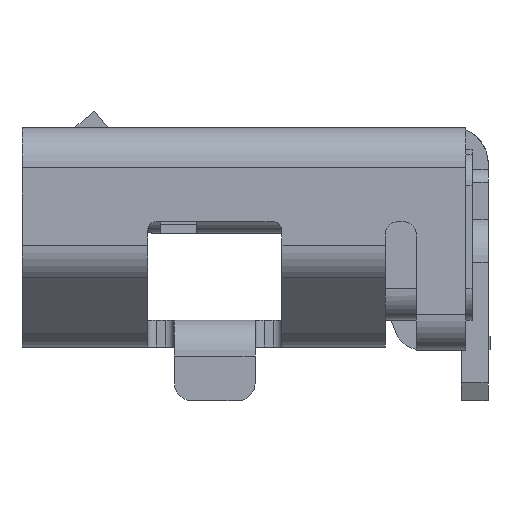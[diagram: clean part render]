
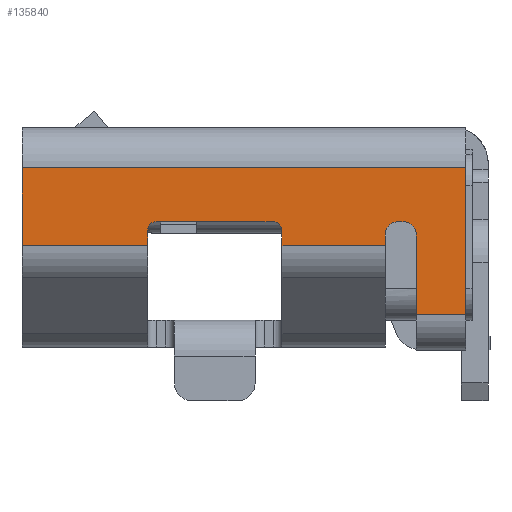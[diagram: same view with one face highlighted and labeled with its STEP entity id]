
A CAD part, left-side view. The second image highlights one B-rep face of the part: STEP entity #135840.
In plain terms, the highlighted planar face has unit normal (-1, 0, 0).
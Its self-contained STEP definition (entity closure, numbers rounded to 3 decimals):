
#132260=CARTESIAN_POINT('',(-3.75,1.45,
0.865));
#132270=VERTEX_POINT('',#132260);
#132320=CARTESIAN_POINT('',(-3.75,1.45,
0.025));
#132330=DIRECTION('',(0.,0.,1.));
#132340=VECTOR('',#132330,1.);
#132350=LINE('',#132320,#132340);
#132360=CARTESIAN_POINT('',(-3.75,1.45,
-0.775));
#132370=VERTEX_POINT('',#132360);
#132380=EDGE_CURVE('',#132370,#132270,#132350,.T.);
#134480=CARTESIAN_POINT('',(-3.75,0.9,
0.865));
#134490=VERTEX_POINT('',#134480);
#134520=CARTESIAN_POINT('',(-3.75,-3.2,
0.865));
#134530=DIRECTION('',(0.,1.,0.));
#134540=VECTOR('',#134530,1.);
#134550=LINE('',#134520,#134540);
#134560=EDGE_CURVE('',#134490,#132270,#134550,.T.);
#134610=CARTESIAN_POINT('',(-3.75,-1.175,
0.));
#134620=DIRECTION('',(-1.,0.,0.));
#134630=DIRECTION('',(0.,0.,1.));
#134640=AXIS2_PLACEMENT_3D('',#134610,#134620,#134630);
#134650=PLANE('',#134640);
#134660=CARTESIAN_POINT('',(-3.75,0.9,
0.025));
#134670=DIRECTION('',(0.,0.,1.));
#134680=VECTOR('',#134670,1.);
#134690=LINE('',#134660,#134680);
#134700=CARTESIAN_POINT('',(-3.75,0.9,
-0.025));
#134710=VERTEX_POINT('',#134700);
#134720=EDGE_CURVE('',#134710,#134490,#134690,.T.);
#134730=ORIENTED_EDGE('',*,*,#134720,.T.);
#134740=CARTESIAN_POINT('',(-3.75,0.75,
-0.025));
#134750=DIRECTION('',(-1.,0.,0.));
#134760=DIRECTION('',(0.,0.,1.));
#134770=AXIS2_PLACEMENT_3D('',#134740,#134750,#134760);
#134780=CIRCLE('',#134770,0.15);
#134790=CARTESIAN_POINT('',(-3.75,0.75,
-0.175));
#134800=VERTEX_POINT('',#134790);
#134810=EDGE_CURVE('',#134710,#134800,#134780,.T.);
#134820=ORIENTED_EDGE('',*,*,#134810,.F.);
#134830=CARTESIAN_POINT('',(-3.75,-3.2,
-0.175));
#134840=DIRECTION('',(0.,1.,0.));
#134850=VECTOR('',#134840,1.);
#134860=LINE('',#134830,#134850);
#134870=CARTESIAN_POINT('',(-3.75,0.7,
-0.175));
#134880=VERTEX_POINT('',#134870);
#134890=EDGE_CURVE('',#134880,#134800,#134860,.T.);
#134900=ORIENTED_EDGE('',*,*,#134890,.T.);
#134910=CARTESIAN_POINT('',(-3.75,0.7,
-0.025));
#134920=DIRECTION('',(-1.,0.,0.));
#134930=DIRECTION('',(0.,0.,1.));
#134940=AXIS2_PLACEMENT_3D('',#134910,#134920,#134930);
#134950=CIRCLE('',#134940,0.15);
#134960=CARTESIAN_POINT('',(-3.75,0.55,
-0.025));
#134970=VERTEX_POINT('',#134960);
#134980=EDGE_CURVE('',#134880,#134970,#134950,.T.);
#134990=ORIENTED_EDGE('',*,*,#134980,.F.);
#135000=CARTESIAN_POINT('',(-3.75,0.55,
0.025));
#135010=DIRECTION('',(-0.,0.,-1.));
#135020=VECTOR('',#135010,1.);
#135030=LINE('',#135000,#135020);
#135040=CARTESIAN_POINT('',(-3.75,0.55,
0.092));
#135050=VERTEX_POINT('',#135040);
#135060=EDGE_CURVE('',#135050,#134970,#135030,.T.);
#135070=ORIENTED_EDGE('',*,*,#135060,.T.);
#135080=CARTESIAN_POINT('',(-3.75,-3.2,
0.092));
#135090=DIRECTION('',(0.,1.,0.));
#135100=VECTOR('',#135090,1.);
#135110=LINE('',#135080,#135100);
#135120=CARTESIAN_POINT('',(-3.75,-0.6,
0.092));
#135130=VERTEX_POINT('',#135120);
#135140=EDGE_CURVE('',#135130,#135050,#135110,.T.);
#135150=ORIENTED_EDGE('',*,*,#135140,.T.);
#135160=CARTESIAN_POINT('',(-3.75,-0.6,
0.025));
#135170=DIRECTION('',(0.,0.,1.));
#135180=VECTOR('',#135170,1.);
#135190=LINE('',#135160,#135180);
#135200=CARTESIAN_POINT('',(-3.75,-0.6,
-0.075));
#135210=VERTEX_POINT('',#135200);
#135220=EDGE_CURVE('',#135210,#135130,#135190,.T.);
#135230=ORIENTED_EDGE('',*,*,#135220,.T.);
#135240=CARTESIAN_POINT('',(-3.75,-0.7,
-0.075));
#135250=DIRECTION('',(-1.,0.,0.));
#135260=DIRECTION('',(0.,1.,0.));
#135270=AXIS2_PLACEMENT_3D('',#135240,#135250,#135260);
#135280=CIRCLE('',#135270,0.1);
#135290=CARTESIAN_POINT('',(-3.75,-0.7,
-0.175));
#135300=VERTEX_POINT('',#135290);
#135310=EDGE_CURVE('',#135210,#135300,#135280,.T.);
#135320=ORIENTED_EDGE('',*,*,#135310,.F.);
#135330=CARTESIAN_POINT('',(-3.75,-1.7,
-0.175));
#135340=DIRECTION('',(0.,1.,0.));
#135350=VECTOR('',#135340,1.3);
#135360=LINE('',#135330,#135350);
#135370=CARTESIAN_POINT('',(-3.75,-2.,
-0.175));
#135380=VERTEX_POINT('',#135370);
#135390=EDGE_CURVE('',#135380,#135300,#135360,.T.);
#135400=ORIENTED_EDGE('',*,*,#135390,.T.);
#135410=CARTESIAN_POINT('',(-3.75,-2.,
-0.075));
#135420=DIRECTION('',(-1.,0.,0.));
#135430=DIRECTION('',(0.,0.,-1.));
#135440=AXIS2_PLACEMENT_3D('',#135410,#135420,#135430);
#135450=CIRCLE('',#135440,0.1);
#135460=CARTESIAN_POINT('',(-3.75,-2.1,
-0.075));
#135470=VERTEX_POINT('',#135460);
#135480=EDGE_CURVE('',#135380,#135470,#135450,.T.);
#135490=ORIENTED_EDGE('',*,*,#135480,.F.);
#135500=CARTESIAN_POINT('',(-3.75,-2.1,
0.025));
#135510=DIRECTION('',(0.,0.,1.));
#135520=VECTOR('',#135510,1.);
#135530=LINE('',#135500,#135520);
#135540=CARTESIAN_POINT('',(-3.75,-2.1,
0.092));
#135550=VERTEX_POINT('',#135540);
#135560=EDGE_CURVE('',#135470,#135550,#135530,.T.);
#135570=ORIENTED_EDGE('',*,*,#135560,.F.);
#135580=CARTESIAN_POINT('',(-3.75,-3.2,
0.092));
#135590=DIRECTION('',(0.,1.,0.));
#135600=VECTOR('',#135590,1.);
#135610=LINE('',#135580,#135600);
#135620=CARTESIAN_POINT('',(-3.75,-3.5,
0.092));
#135630=VERTEX_POINT('',#135620);
#135640=EDGE_CURVE('',#135630,#135550,#135610,.T.);
#135650=ORIENTED_EDGE('',*,*,#135640,.T.);
#135660=CARTESIAN_POINT('',(-3.75,-3.5,
0.025));
#135670=DIRECTION('',(0.,0.,1.));
#135680=VECTOR('',#135670,1.);
#135690=LINE('',#135660,#135680);
#135700=CARTESIAN_POINT('',(-3.75,-3.5,
-0.775));
#135710=VERTEX_POINT('',#135700);
#135720=EDGE_CURVE('',#135710,#135630,#135690,.T.);
#135730=ORIENTED_EDGE('',*,*,#135720,.T.);
#135740=CARTESIAN_POINT('',(-3.75,1.243,
-0.775));
#135750=DIRECTION('',(0.,-1.,0.));
#135760=VECTOR('',#135750,1.);
#135770=LINE('',#135740,#135760);
#135780=EDGE_CURVE('',#132370,#135710,#135770,.T.);
#135790=ORIENTED_EDGE('',*,*,#135780,.T.);
#135800=ORIENTED_EDGE('',*,*,#132380,.F.);
#135810=ORIENTED_EDGE('',*,*,#134560,.T.);
#135820=EDGE_LOOP('',(#135810,#135800,#135790,#135730,#135650,#135570,
#135490,#135400,#135320,#135230,#135150,#135070,#134990,#134900,#134820,
#134730));
#135830=FACE_OUTER_BOUND('',#135820,.T.);
#135840=ADVANCED_FACE('',(#135830),#134650,.T.);
